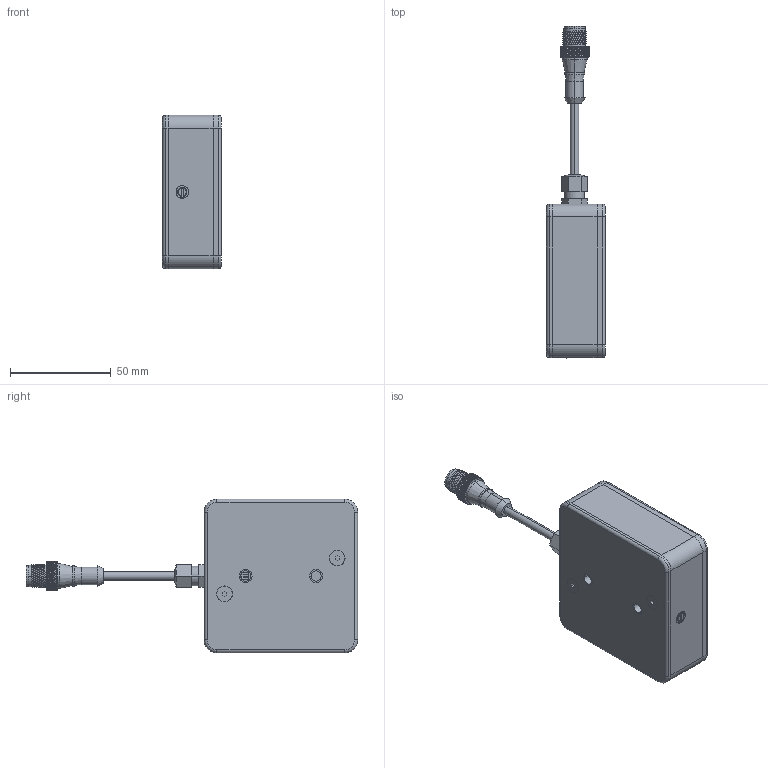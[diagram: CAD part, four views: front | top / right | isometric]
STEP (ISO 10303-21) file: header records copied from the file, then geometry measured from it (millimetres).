
FILE_DESCRIPTION((''),'2;1');
FILE_NAME('144927_ASM','2017-10-27T',('pdmadmin'),('BANNER ENGINEERING'),'CREO PARAMETRIC BY PTC INC, 2016260','CREO PARAMETRIC BY PTC INC, 2016260','');
FILE_SCHEMA(('CONFIG_CONTROL_DESIGN'));
Length unit declared in the file: inch
Products named in the file (18): 133580; 134648; 6X1_2_HEX_FHCS; 133931; 133396; 133394; 141342; 133399_ASM; 133273; 122361; CABLE_432_5COND_119076_AF0; 119076_AF2_ASM; 127798; 127799; 127826_ASM; 133579; 6X1_2_HEX_BHCS; 144927_ASM
Assembly tree (22 placements, depth 4):
  144927_ASM
    133580
    134648
    6X1_2_HEX_FHCS  x2
    133931
    119076_AF2_ASM
      133399_ASM
        133396
        133394  x4
        141342
      133273
      122361
      CABLE_432_5COND_119076_AF0
    127826_ASM
      127798
      127799
    133579
    6X1_2_HEX_BHCS  x2
Bounding box: 29.29 x 164.78 x 76.2 mm (x, y, z)
Volume: 83696.1 mm3; surface area: 48252 mm2
Topology: 19 solids, 21 shells, 2441 faces, 5494 edges, 3126 vertices
Faces by surface type: bspline 1310, cylinder 686, plane 345, cone 70, torus 18, sphere 10, revolution 2
Entity records: 108264 total; most frequent: CARTESIAN_POINT 66625, ORIENTED_EDGE 10572, EDGE_CURVE 5290, DIRECTION 4688, B_SPLINE_CURVE_WITH_KNOTS 3518, VERTEX_POINT 3016, EDGE_LOOP 2430, FACE_OUTER_BOUND 2349
